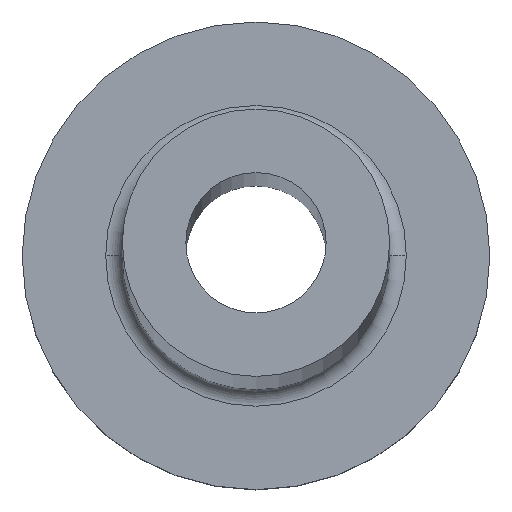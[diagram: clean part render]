
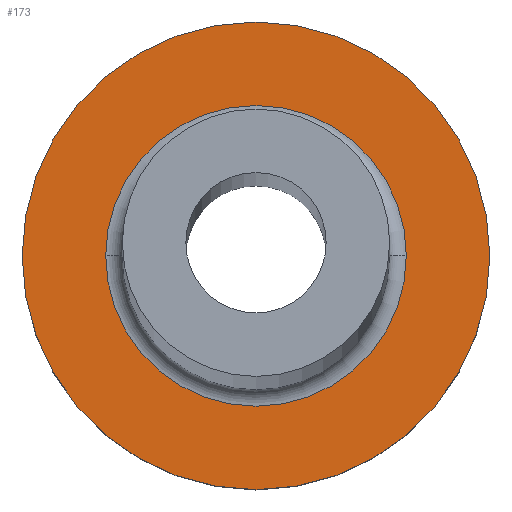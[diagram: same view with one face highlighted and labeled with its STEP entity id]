
A CAD part, top view. The second image highlights one B-rep face of the part: STEP entity #173.
In plain terms, the highlighted planar face has unit normal (0, 0, 1).
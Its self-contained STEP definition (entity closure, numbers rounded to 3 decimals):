
#13 = ORIENTED_EDGE ( 'NONE', *, *, #321, .T. ) ;
#19 = DIRECTION ( 'NONE',  ( 1., 0., 0. ) ) ;
#26 = CARTESIAN_POINT ( 'NONE',  ( 0., 0., 5. ) ) ;
#29 = EDGE_CURVE ( 'NONE', #124, #372, #145, .T. ) ;
#40 = DIRECTION ( 'NONE',  ( 0., 0., 1. ) ) ;
#50 = CIRCLE ( 'NONE', #177, 4.5 ) ;
#53 = ORIENTED_EDGE ( 'NONE', *, *, #268, .T. ) ;
#59 = EDGE_LOOP ( 'NONE', ( #224, #136 ) ) ;
#67 = CARTESIAN_POINT ( 'NONE',  ( -7., 0., 5. ) ) ;
#76 = CARTESIAN_POINT ( 'NONE',  ( -4.5, 0., 5. ) ) ;
#81 = VERTEX_POINT ( 'NONE', #99 ) ;
#99 = CARTESIAN_POINT ( 'NONE',  ( 4.5, 0., 5. ) ) ;
#104 = PLANE ( 'NONE',  #369 ) ;
#106 = DIRECTION ( 'NONE',  ( 1., 0., 0. ) ) ;
#110 = DIRECTION ( 'NONE',  ( 0., 0., -1. ) ) ;
#120 = AXIS2_PLACEMENT_3D ( 'NONE', #26, #204, #318 ) ;
#124 = VERTEX_POINT ( 'NONE', #67 ) ;
#131 = CIRCLE ( 'NONE', #132, 4.5 ) ;
#132 = AXIS2_PLACEMENT_3D ( 'NONE', #138, #192, #19 ) ;
#133 = FACE_OUTER_BOUND ( 'NONE', #59, .T. ) ;
#136 = ORIENTED_EDGE ( 'NONE', *, *, #314, .T. ) ;
#138 = CARTESIAN_POINT ( 'NONE',  ( 0., 0., 5. ) ) ;
#141 = EDGE_LOOP ( 'NONE', ( #53, #13 ) ) ;
#142 = CARTESIAN_POINT ( 'NONE',  ( 0., 0., 5. ) ) ;
#144 = CARTESIAN_POINT ( 'NONE',  ( 7., 0., 5. ) ) ;
#145 = CIRCLE ( 'NONE', #298, 7. ) ;
#173 = ADVANCED_FACE ( 'NONE', ( #215, #133 ), #104, .T. ) ;
#177 = AXIS2_PLACEMENT_3D ( 'NONE', #142, #110, #230 ) ;
#192 = DIRECTION ( 'NONE',  ( 0., 0., -1. ) ) ;
#199 = VERTEX_POINT ( 'NONE', #76 ) ;
#204 = DIRECTION ( 'NONE',  ( 0., 0., 1. ) ) ;
#209 = CARTESIAN_POINT ( 'NONE',  ( 0., 0., 5. ) ) ;
#215 = FACE_BOUND ( 'NONE', #141, .T. ) ;
#224 = ORIENTED_EDGE ( 'NONE', *, *, #29, .T. ) ;
#230 = DIRECTION ( 'NONE',  ( 1., 0., 0. ) ) ;
#242 = DIRECTION ( 'NONE',  ( 1., 0., 0. ) ) ;
#268 = EDGE_CURVE ( 'NONE', #81, #199, #131, .T. ) ;
#298 = AXIS2_PLACEMENT_3D ( 'NONE', #209, #40, #242 ) ;
#301 = CARTESIAN_POINT ( 'NONE',  ( 0., 0., 5. ) ) ;
#303 = CIRCLE ( 'NONE', #120, 7. ) ;
#314 = EDGE_CURVE ( 'NONE', #372, #124, #303, .T. ) ;
#318 = DIRECTION ( 'NONE',  ( 1., 0., 0. ) ) ;
#321 = EDGE_CURVE ( 'NONE', #199, #81, #50, .T. ) ;
#369 = AXIS2_PLACEMENT_3D ( 'NONE', #301, #373, #106 ) ;
#372 = VERTEX_POINT ( 'NONE', #144 ) ;
#373 = DIRECTION ( 'NONE',  ( 0., 0., 1. ) ) ;
